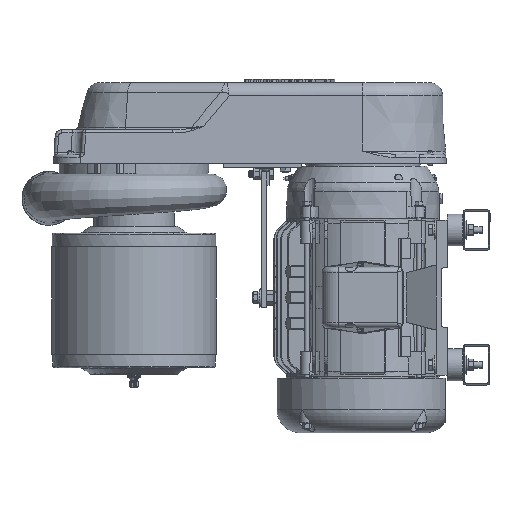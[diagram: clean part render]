
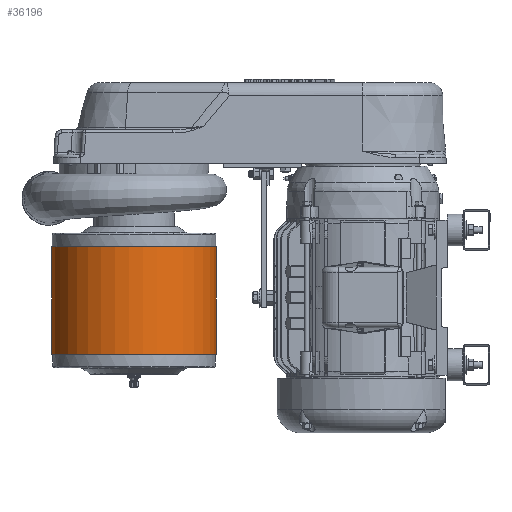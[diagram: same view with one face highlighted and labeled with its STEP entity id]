
A CAD part, left-side view. The second image highlights one B-rep face of the part: STEP entity #36196.
In plain terms, the highlighted cylindrical face has radius 155.448 mm (diameter 310.896 mm), a full revolution.
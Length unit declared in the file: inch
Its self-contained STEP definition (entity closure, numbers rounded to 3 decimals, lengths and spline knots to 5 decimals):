
#2556=CYLINDRICAL_SURFACE('',#38621,6.12);
#7484=FACE_BOUND('',#10593,.T.);
#8285=FACE_OUTER_BOUND('',#10592,.T.);
#10592=EDGE_LOOP('',(#26150));
#10593=EDGE_LOOP('',(#26151));
#12856=CIRCLE('',#38620,6.12);
#12857=CIRCLE('',#38622,6.12);
#15254=VERTEX_POINT('',#82477);
#15255=VERTEX_POINT('',#82480);
#19356=EDGE_CURVE('',#15254,#15254,#12856,.T.);
#19357=EDGE_CURVE('',#15255,#15255,#12857,.T.);
#26150=ORIENTED_EDGE('',*,*,#19357,.F.);
#26151=ORIENTED_EDGE('',*,*,#19356,.F.);
#36196=ADVANCED_FACE('',(#8285,#7484),#2556,.T.);
#38620=AXIS2_PLACEMENT_3D('',#82478,#43986,#43987);
#38621=AXIS2_PLACEMENT_3D('',#82479,#43988,#43989);
#38622=AXIS2_PLACEMENT_3D('',#82481,#43990,#43991);
#43986=DIRECTION('center_axis',(0.,0.,
1.));
#43987=DIRECTION('ref_axis',(-0.446,0.895,0.));
#43988=DIRECTION('center_axis',(0.,0.,
-1.));
#43989=DIRECTION('ref_axis',(-0.446,0.895,0.));
#43990=DIRECTION('center_axis',(0.,0.,
-1.));
#43991=DIRECTION('ref_axis',(-0.446,0.895,0.));
#82477=CARTESIAN_POINT('',(-8.62602,19.93488,-4.68288));
#82478=CARTESIAN_POINT('Origin',(-11.3552,25.41265,-4.68288));
#82479=CARTESIAN_POINT('Origin',(-11.3552,25.41265,-4.68288));
#82480=CARTESIAN_POINT('',(-8.62602,19.93488,-12.68288));
#82481=CARTESIAN_POINT('Origin',(-11.3552,25.41265,-12.68288));
